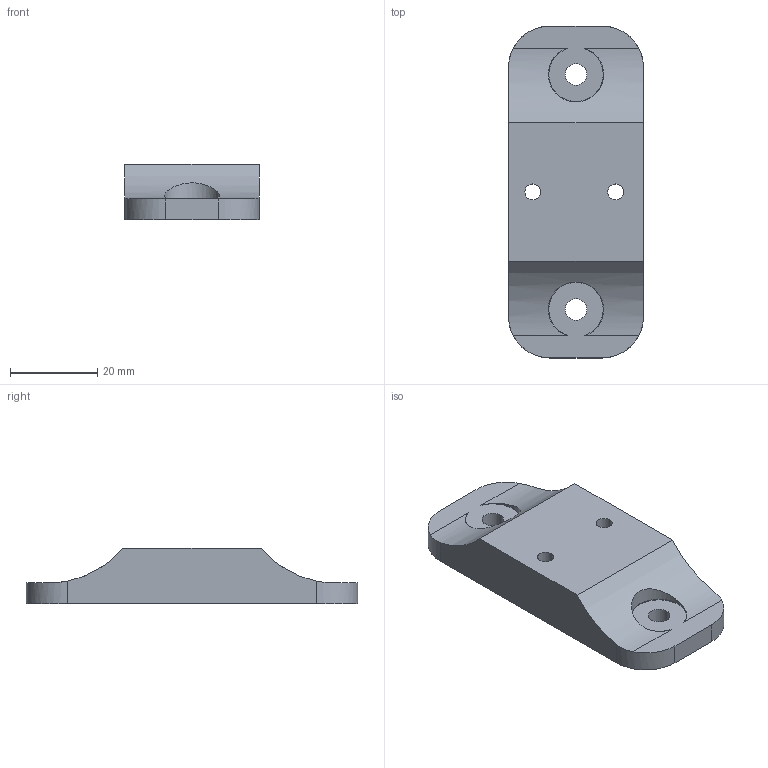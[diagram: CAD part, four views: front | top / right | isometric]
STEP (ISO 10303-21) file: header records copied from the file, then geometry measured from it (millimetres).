
FILE_DESCRIPTION (( 'STEP AP203' ), '1' );
FILE_NAME ('Base de SB50.STEP', '2023-02-28T16:10:33', ( '' ), ( '' ), 'SwSTEP 2.0', 'SolidWorks 2022', '' );
FILE_SCHEMA (( 'CONFIG_CONTROL_DESIGN' ));
Length unit declared in the file: inch
Products named in the file (1): Base de SB50
Bounding box: 30.99 x 76.23 x 12.7 mm (x, y, z)
Volume: 20531.9 mm3; surface area: 6738.8 mm2
Topology: 1 solids, 1 shells, 34 faces, 92 edges, 60 vertices
Faces by surface type: cylinder 20, plane 8, torus 6
Entity records: 1347 total; most frequent: CARTESIAN_POINT 379, DIRECTION 192, ORIENTED_EDGE 184, EDGE_CURVE 92, AXIS2_PLACEMENT_3D 79, VERTEX_POINT 60, CIRCLE 44, EDGE_LOOP 42
